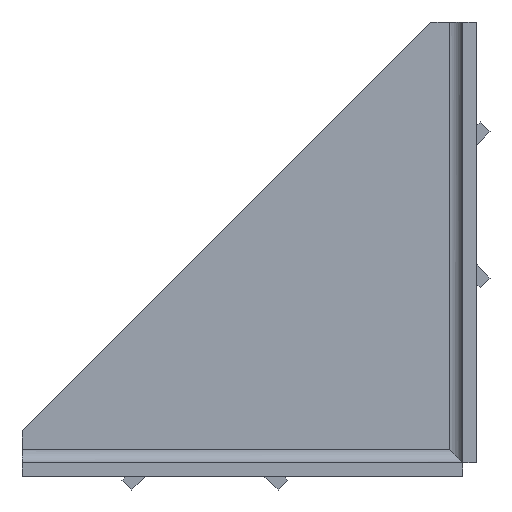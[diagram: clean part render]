
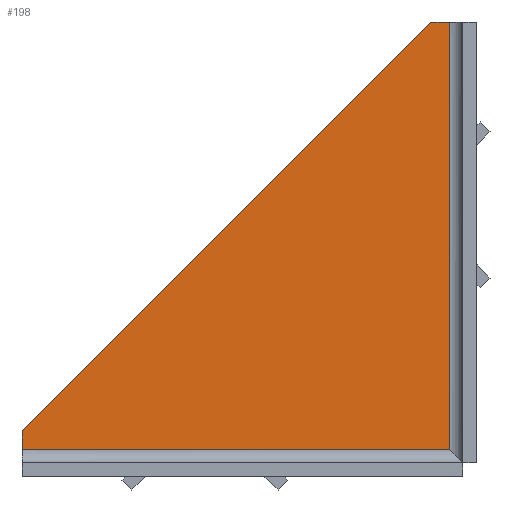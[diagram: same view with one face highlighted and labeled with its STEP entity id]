
A CAD part, front view. The second image highlights one B-rep face of the part: STEP entity #198.
In plain terms, the highlighted planar face has unit normal (0, -1, 0).
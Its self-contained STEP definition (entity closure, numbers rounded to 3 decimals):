
#198=ADVANCED_FACE('NONE',(#494),#495,.T.);
#494=FACE_OUTER_BOUND('',#879,.T.);
#495=PLANE('',#880);
#879=EDGE_LOOP('',(#1482,#1483,#1484,#1485,#1486));
#880=AXIS2_PLACEMENT_3D('',#1487,#1488,#1489);
#1482=ORIENTED_EDGE('',*,*,#2460,.T.);
#1483=ORIENTED_EDGE('',*,*,#2469,.T.);
#1484=ORIENTED_EDGE('',*,*,#2470,.T.);
#1485=ORIENTED_EDGE('',*,*,#2448,.T.);
#1486=ORIENTED_EDGE('',*,*,#2467,.F.);
#1487=CARTESIAN_POINT('',(-50.0,19.5,100.0));
#1488=DIRECTION('',(0.0,-1.0,0.0));
#1489=DIRECTION('',(0.0,0.0,-1.0));
#2448=EDGE_CURVE('NONE',#3010,#3008,#3011,.T.);
#2460=EDGE_CURVE('NONE',#3028,#3026,#3029,.T.);
#2467=EDGE_CURVE('NONE',#3028,#3008,#3036,.T.);
#2469=EDGE_CURVE('NONE',#3026,#3038,#3039,.T.);
#2470=EDGE_CURVE('NONE',#3038,#3010,#3040,.T.);
#3008=VERTEX_POINT('NONE',#3762);
#3010=VERTEX_POINT('NONE',#3765);
#3011=LINE('',#3766,#3767);
#3026=VERTEX_POINT('NONE',#3788);
#3028=VERTEX_POINT('NONE',#3790);
#3029=LINE('',#3791,#3792);
#3036=LINE('',#3802,#3803);
#3038=VERTEX_POINT('NONE',#3805);
#3039=LINE('',#3806,#3807);
#3040=LINE('',#3808,#3809);
#3762=CARTESIAN_POINT('',(40.0,19.5,100.0));
#3765=CARTESIAN_POINT('',(44.0,19.5,100.0));
#3766=CARTESIAN_POINT('',(-50.0,19.5,100.0));
#3767=VECTOR('',#4492,1000.0);
#3788=CARTESIAN_POINT('',(-50.0,19.5,6.0));
#3790=CARTESIAN_POINT('',(-50.0,19.5,10.));
#3791=CARTESIAN_POINT('',(-50.0,19.5,100.0));
#3792=VECTOR('',#4508,1000.0);
#3802=CARTESIAN_POINT('',(40.0,19.5,100.0));
#3803=VECTOR('',#4512,1000.0);
#3805=CARTESIAN_POINT('',(44.0,19.5,6.0));
#3806=CARTESIAN_POINT('',(-50.0,19.5,6.0));
#3807=VECTOR('',#4513,1000.0);
#3808=CARTESIAN_POINT('',(44.0,19.5,100.0));
#3809=VECTOR('',#4514,1000.0);
#4492=DIRECTION('',(-1.0,0.0,0.0));
#4508=DIRECTION('',(0.0,0.0,-1.0));
#4512=DIRECTION('',(0.707,-0.0,0.707));
#4513=DIRECTION('',(1.0,-0.0,-0.0));
#4514=DIRECTION('',(-0.0,-0.0,1.0));
